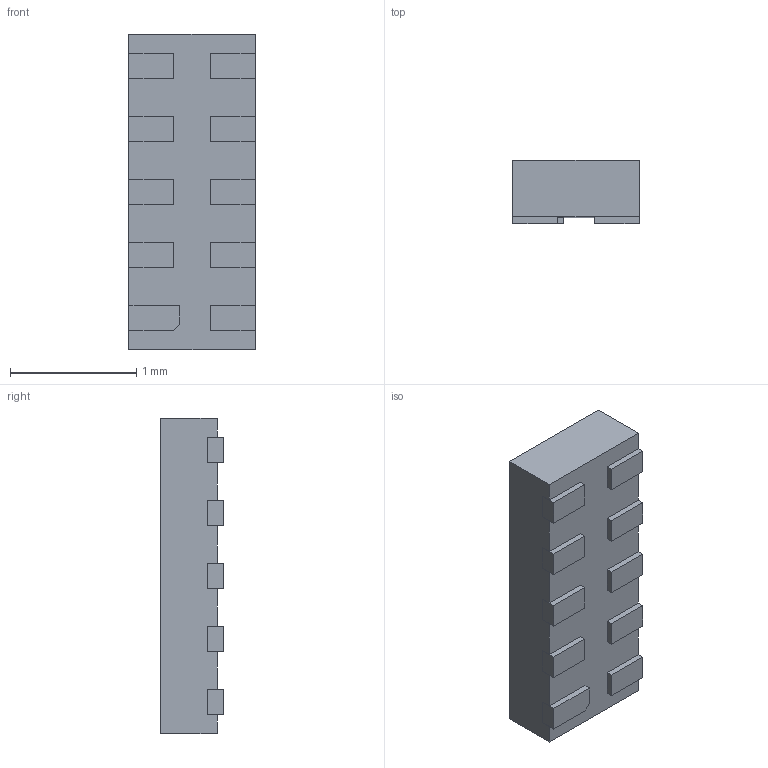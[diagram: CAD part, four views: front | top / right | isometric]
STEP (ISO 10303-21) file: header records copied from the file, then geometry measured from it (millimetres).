
FILE_DESCRIPTION (( 'STEP AP214' ), '1' );
FILE_NAME ('SOT1176-1.STEP', '2020-09-17T12:16:35', ( '' ), ( '' ), 'SwSTEP 2.0', 'SolidWorks 2017', '' );
FILE_SCHEMA (( 'AUTOMOTIVE_DESIGN' ));
Length unit declared in the file: millimetre
Products named in the file (1): SOT1176-1
Bounding box: 1 x 0.5 x 2.5 mm (x, y, z)
Volume: 1.2 mm3; surface area: 11.7 mm2
Topology: 12 solids, 12 shells, 116 faces, 272 edges, 181 vertices
Faces by surface type: plane 112, cylinder 4
Entity records: 3389 total; most frequent: CARTESIAN_POINT 570, ORIENTED_EDGE 544, DIRECTION 514, EDGE_CURVE 272, LINE 264, VECTOR 264, VERTEX_POINT 181, AXIS2_PLACEMENT_3D 125
